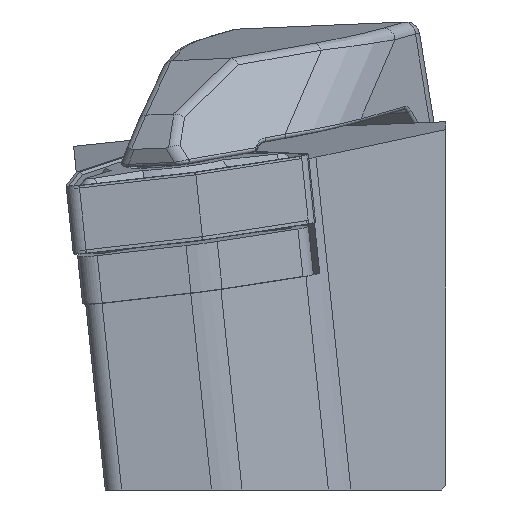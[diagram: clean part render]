
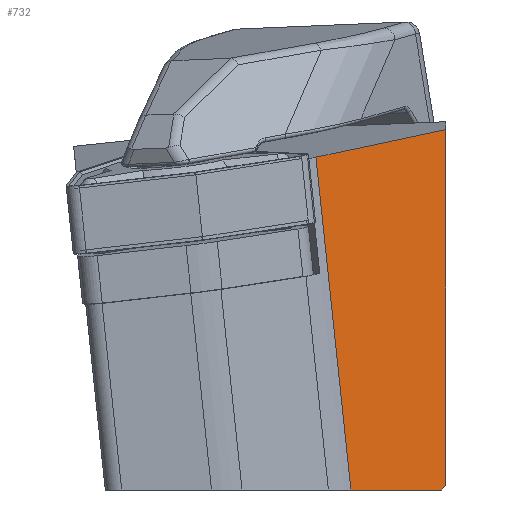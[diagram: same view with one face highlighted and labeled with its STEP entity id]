
A CAD part, left-side view. The second image highlights one B-rep face of the part: STEP entity #732.
In plain terms, the highlighted planar face has unit normal (-0.703, -0.711, 0).
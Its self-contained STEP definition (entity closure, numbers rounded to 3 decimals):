
#732=ADVANCED_FACE('',(#1031),#923,.F.);
#923=PLANE('',#3960);
#1031=FACE_OUTER_BOUND('',#1213,.T.);
#1213=EDGE_LOOP('',(#2174,#2175,#2176,#2177,#2178));
#1425=LINE('',#5343,#1719);
#1433=LINE('',#5371,#1727);
#1447=LINE('',#5413,#1741);
#1450=LINE('',#5419,#1744);
#1469=LINE('',#5463,#1763);
#1719=VECTOR('',#4316,1.);
#1727=VECTOR('',#4340,1.);
#1741=VECTOR('',#4384,1.);
#1744=VECTOR('',#4389,1.);
#1763=VECTOR('',#4428,1.);
#2174=ORIENTED_EDGE('',*,*,#3383,.F.);
#2175=ORIENTED_EDGE('',*,*,#3361,.F.);
#2176=ORIENTED_EDGE('',*,*,#3322,.F.);
#2177=ORIENTED_EDGE('',*,*,#3336,.F.);
#2178=ORIENTED_EDGE('',*,*,#3358,.F.);
#3000=VERTEX_POINT('',#5342);
#3001=VERTEX_POINT('',#5344);
#3012=VERTEX_POINT('',#5370);
#3025=VERTEX_POINT('',#5412);
#3027=VERTEX_POINT('',#5417);
#3322=EDGE_CURVE('',#3000,#3001,#1425,.T.);
#3336=EDGE_CURVE('',#3012,#3000,#1433,.T.);
#3358=EDGE_CURVE('',#3025,#3012,#1447,.T.);
#3361=EDGE_CURVE('',#3001,#3027,#1450,.T.);
#3383=EDGE_CURVE('',#3027,#3025,#1469,.T.);
#3960=AXIS2_PLACEMENT_3D('',#5500,#4477,#4478);
#4316=DIRECTION('',(-0.001,0.,-1.));
#4340=DIRECTION('',(0.703,-0.696,0.147));
#4384=DIRECTION('',(-0.105,0.104,0.989));
#4389=DIRECTION('',(-0.582,0.575,-0.575));
#4428=DIRECTION('',(-0.711,0.703,0.));
#4477=DIRECTION('',(0.703,0.711,0.));
#4478=DIRECTION('',(0.711,-0.703,0.));
#5342=CARTESIAN_POINT('',(13.724,0.,3.726));
#5343=CARTESIAN_POINT('',(13.703,0.,-32.174));
#5344=CARTESIAN_POINT('',(13.71,0.,-19.7));
#5370=CARTESIAN_POINT('',(5.073,8.556,1.912));
#5371=CARTESIAN_POINT('',(5.073,8.556,1.912));
#5412=CARTESIAN_POINT('',(7.389,6.253,-20.));
#5413=CARTESIAN_POINT('',(8.675,4.973,-32.171));
#5417=CARTESIAN_POINT('',(13.407,0.3,-20.));
#5419=CARTESIAN_POINT('',(6.169,7.455,-27.155));
#5463=CARTESIAN_POINT('',(8.679,4.977,-20.));
#5500=CARTESIAN_POINT('',(8.675,4.973,-32.171));
